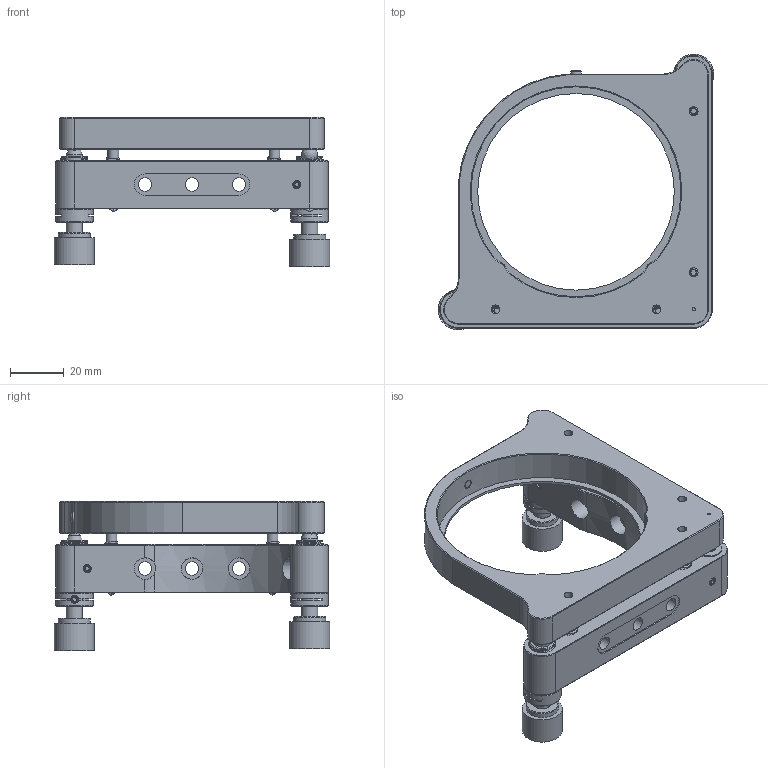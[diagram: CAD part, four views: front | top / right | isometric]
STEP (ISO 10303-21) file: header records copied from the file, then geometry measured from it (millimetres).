
FILE_DESCRIPTION (( 'STEP AP203' ), '1' );
FILE_NAME ('520100.STEP', '2024-05-14T05:33:24', ( 'Windows User' ), ( 'P R C' ), 'SwSTEP 2.0', 'SolidWorks 2020', '' );
FILE_SCHEMA (( 'CONFIG_CONTROL_DESIGN' ));
Length unit declared in the file: millimetre
Products named in the file (1): 520100
Bounding box: 102.6 x 102.6 x 55.5 mm (x, y, z)
Surface area: 43711.9 mm2 (no closed solid volume)
Topology: 0 solids, 39 shells, 585 faces, 1349 edges, 848 vertices
Faces by surface type: plane 269, cylinder 152, cone 109, bspline 55
Full cylindrical faces by diameter (mm): 1.2 x2, 2 x4, 2.5 x3, 3 x6, 3.3 x5, 3.99 x2, 4 x9, 5 x8, 6 x8, 6.5 x10, 8 x8, 8.9 x1, 9.5 x8, 10 x1, 12 x2, 14 x2, 15 x2, 73.2 x1
Entity records: 26363 total; most frequent: CARTESIAN_POINT 14664, DIRECTION 2365, ORIENTED_EDGE 2112, EDGE_CURVE 1068, AXIS2_PLACEMENT_3D 957, EDGE_LOOP 844, VERTEX_POINT 758, FACE_OUTER_BOUND 678
